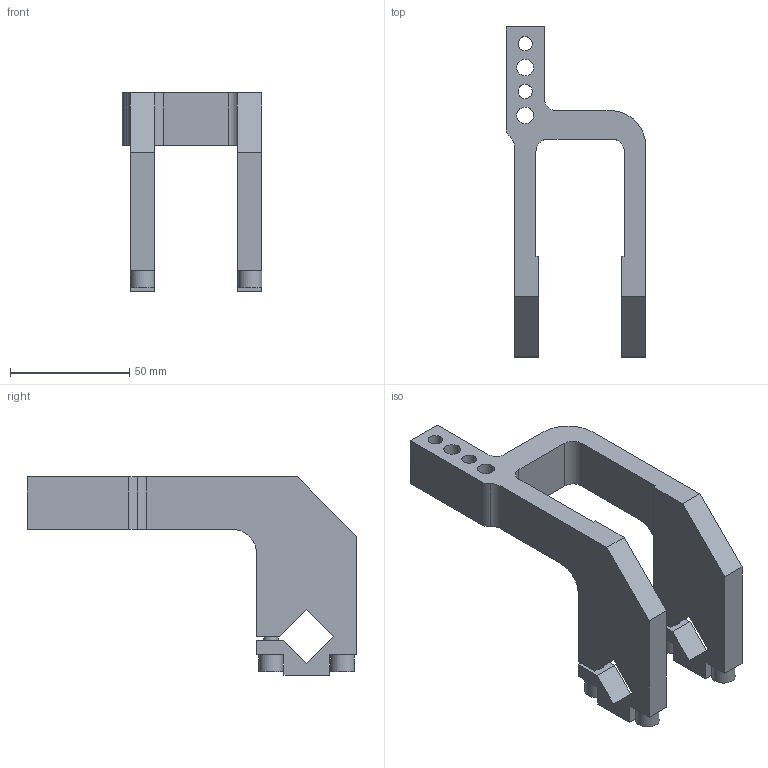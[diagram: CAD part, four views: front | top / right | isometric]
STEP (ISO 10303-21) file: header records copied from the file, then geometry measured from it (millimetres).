
FILE_DESCRIPTION(/* description */ (''),/* implementation_level */ '2;1');
FILE_NAME(/* name */ 'B1606.stp',/* time_stamp */ '2016-04-18T09:08:21+02:00',/* author */ ('donadda1'),/* organization */ ('Pneumax S.p.A.'),/* preprocessor_version */ 'ST-DEVELOPER v15.2',/* originating_system */ 'Autodesk Inventor 2014',/* authorisation */ '');
FILE_SCHEMA (('AUTOMOTIVE_DESIGN { 1 0 10303 214 3 1 1 }'));
Length unit declared in the file: millimetre
Products named in the file (1): B1606
Bounding box: 58.5 x 138 x 83 mm (x, y, z)
Volume: 101598 mm3; surface area: 31718.7 mm2
Topology: 1 solids, 1 shells, 65 faces, 183 edges, 120 vertices
Faces by surface type: plane 47, cylinder 18
Full cylindrical faces by diameter (mm): 6 x4, 7 x2, 10 x4
Entity records: 2065 total; most frequent: CARTESIAN_POINT 355, ORIENTED_EDGE 342, DIRECTION 339, EDGE_CURVE 171, LINE 135, VECTOR 135, VERTEX_POINT 118, AXIS2_PLACEMENT_3D 102
